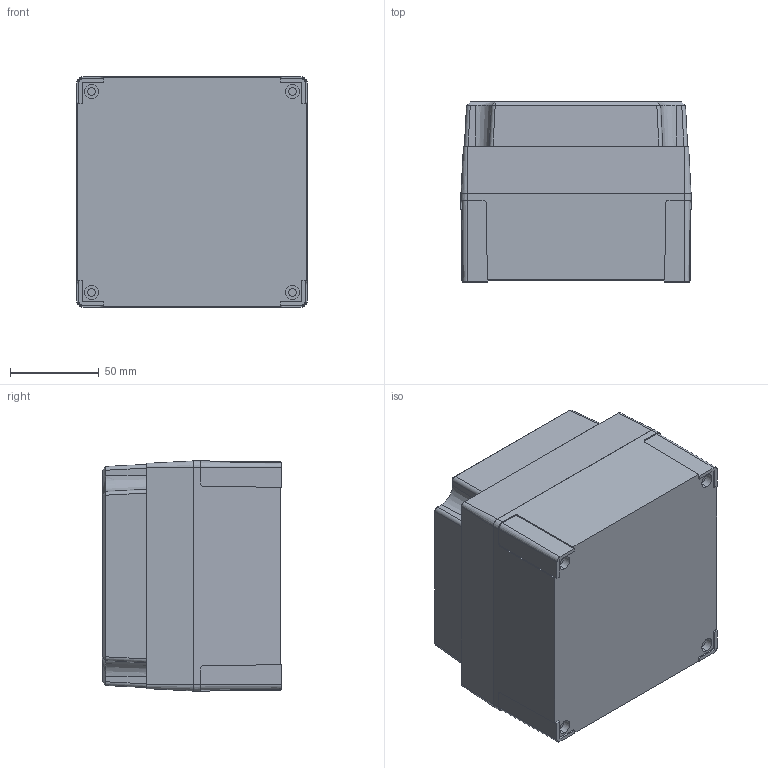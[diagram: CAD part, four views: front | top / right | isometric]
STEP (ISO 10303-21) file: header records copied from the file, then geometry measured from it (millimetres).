
FILE_DESCRIPTION (( 'STEP AP214' ), '1' );
FILE_NAME ('6011309_FIBOX_MNX_PC_125_100_HG.STEP', '2023-02-16T11:20:45', ( '' ), ( '' ), 'SwSTEP 2.0', 'SolidWorks 2021', '' );
FILE_SCHEMA (( 'AUTOMOTIVE_DESIGN' ));
Length unit declared in the file: millimetre
Products named in the file (4): FIBOX_MNXSS14551H; FIBOX_MNX125HB; FIBOX_MNX12550C; 6011309_FIBOX_MNX_PC_125_100_HG
Assembly tree (6 placements, depth 2):
  6011309_FIBOX_MNX_PC_125_100_HG
    FIBOX_MNX125HB
    FIBOX_MNX12550C
    FIBOX_MNXSS14551H  x4
Bounding box: 130.1 x 101.6 x 130.1 mm (x, y, z)
Volume: 266834.3 mm3; surface area: 176628.9 mm2
Topology: 6 solids, 6 shells, 521 faces, 1309 edges, 864 vertices
Faces by surface type: plane 315, cylinder 160, cone 44, bspline 2
Entity records: 15643 total; most frequent: CARTESIAN_POINT 4779, DIRECTION 2245, ORIENTED_EDGE 2210, EDGE_CURVE 1105, AXIS2_PLACEMENT_3D 792, VERTEX_POINT 732, LINE 661, VECTOR 661
